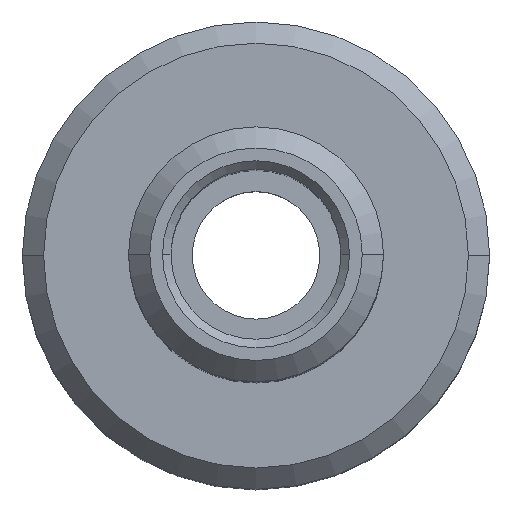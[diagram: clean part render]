
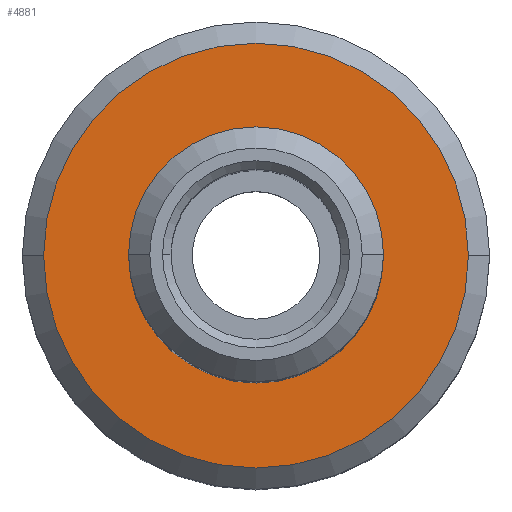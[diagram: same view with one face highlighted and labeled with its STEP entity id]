
A CAD part, top view. The second image highlights one B-rep face of the part: STEP entity #4881.
In plain terms, the highlighted planar face has unit normal (0, 0, 1).
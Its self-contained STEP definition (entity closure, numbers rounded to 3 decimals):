
#44 = DIRECTION ( 'NONE',  ( 0., 0., 1. ) ) ;
#306 = DIRECTION ( 'NONE',  ( 0., 0., 1. ) ) ;
#1122 = VERTEX_POINT ( 'NONE', #5703 ) ;
#1516 = ORIENTED_EDGE ( 'NONE', *, *, #12638, .T. ) ;
#2456 = ORIENTED_EDGE ( 'NONE', *, *, #5534, .T. ) ;
#2842 = DIRECTION ( 'NONE',  ( 0., 0., 1. ) ) ;
#2853 = CIRCLE ( 'NONE', #3676, 3. ) ;
#3076 = CARTESIAN_POINT ( 'NONE',  ( 0., 0., -18. ) ) ;
#3181 = CIRCLE ( 'NONE', #8126, 3. ) ;
#3309 = ORIENTED_EDGE ( 'NONE', *, *, #5911, .F. ) ;
#3540 = CIRCLE ( 'NONE', #11591, 5. ) ;
#3676 = AXIS2_PLACEMENT_3D ( 'NONE', #11020, #4559, #12137 ) ;
#3682 = ORIENTED_EDGE ( 'NONE', *, *, #10045, .F. ) ;
#3902 = AXIS2_PLACEMENT_3D ( 'NONE', #6770, #306, #7870 ) ;
#4157 = DIRECTION ( 'NONE',  ( -1., 0., 0. ) ) ;
#4435 = CARTESIAN_POINT ( 'NONE',  ( -5., 0., -18. ) ) ;
#4559 = DIRECTION ( 'NONE',  ( 0., 0., 1. ) ) ;
#4881 = ADVANCED_FACE ( 'NONE', ( #14114, #5762 ), #5206, .F. ) ;
#5206 = PLANE ( 'NONE',  #12208 ) ;
#5295 = CARTESIAN_POINT ( 'NONE',  ( -3., 0., -18. ) ) ;
#5534 = EDGE_CURVE ( 'NONE', #9429, #8927, #3540, .T. ) ;
#5703 = CARTESIAN_POINT ( 'NONE',  ( 3., 0., -18. ) ) ;
#5762 = FACE_BOUND ( 'NONE', #11893, .T. ) ;
#5911 = EDGE_CURVE ( 'NONE', #1122, #12965, #3181, .T. ) ;
#6537 = CARTESIAN_POINT ( 'NONE',  ( 0., 0., -18. ) ) ;
#6770 = CARTESIAN_POINT ( 'NONE',  ( 0., 0., -18. ) ) ;
#7264 = EDGE_LOOP ( 'NONE', ( #1516, #2456 ) ) ;
#7272 = CIRCLE ( 'NONE', #3902, 5. ) ;
#7634 = DIRECTION ( 'NONE',  ( -1., 0., 0. ) ) ;
#7870 = DIRECTION ( 'NONE',  ( -1., 0., 0. ) ) ;
#8126 = AXIS2_PLACEMENT_3D ( 'NONE', #9323, #2842, #10412 ) ;
#8927 = VERTEX_POINT ( 'NONE', #4435 ) ;
#9323 = CARTESIAN_POINT ( 'NONE',  ( 0., 0., -18. ) ) ;
#9429 = VERTEX_POINT ( 'NONE', #13216 ) ;
#10045 = EDGE_CURVE ( 'NONE', #12965, #1122, #2853, .T. ) ;
#10412 = DIRECTION ( 'NONE',  ( -1., 0., 0. ) ) ;
#10636 = DIRECTION ( 'NONE',  ( 0., 0., -1. ) ) ;
#11020 = CARTESIAN_POINT ( 'NONE',  ( 0., 0., -18. ) ) ;
#11591 = AXIS2_PLACEMENT_3D ( 'NONE', #6537, #44, #7634 ) ;
#11893 = EDGE_LOOP ( 'NONE', ( #3309, #3682 ) ) ;
#12137 = DIRECTION ( 'NONE',  ( -1., 0., 0. ) ) ;
#12208 = AXIS2_PLACEMENT_3D ( 'NONE', #3076, #10636, #4157 ) ;
#12638 = EDGE_CURVE ( 'NONE', #8927, #9429, #7272, .T. ) ;
#12965 = VERTEX_POINT ( 'NONE', #5295 ) ;
#13216 = CARTESIAN_POINT ( 'NONE',  ( 5., 0., -18. ) ) ;
#14114 = FACE_OUTER_BOUND ( 'NONE', #7264, .T. ) ;
